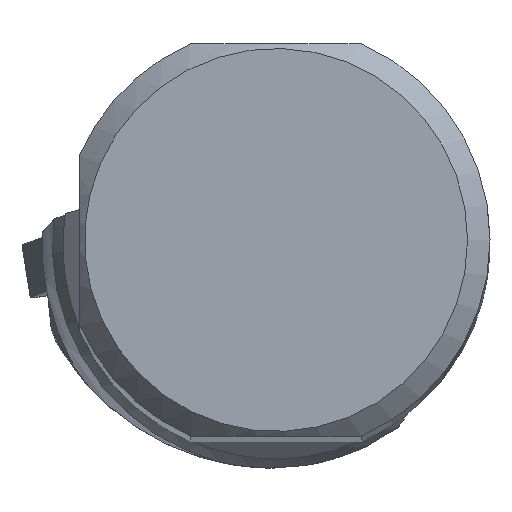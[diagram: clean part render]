
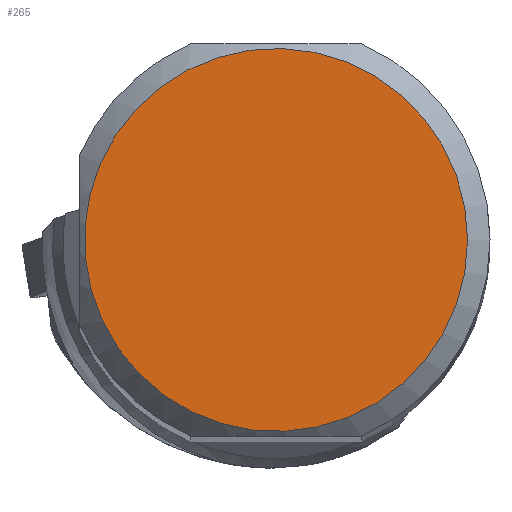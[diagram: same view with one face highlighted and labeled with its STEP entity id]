
A CAD part, top view. The second image highlights one B-rep face of the part: STEP entity #265.
In plain terms, the highlighted planar face has unit normal (0, 0, 1).
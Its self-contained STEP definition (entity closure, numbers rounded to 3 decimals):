
#195=FACE_OUTER_BOUND('',#620,.T.);
#265=ADVANCED_FACE('CU_SU_BP3',(#195),#319,.T.);
#319=PLANE('',#1522);
#620=EDGE_LOOP('',(#821));
#821=ORIENTED_EDGE('',*,*,#1280,.T.);
#1126=VERTEX_POINT('',#2258);
#1280=EDGE_CURVE('',#1126,#1126,#1384,.T.);
#1384=CIRCLE('',#1520,17.039);
#1520=AXIS2_PLACEMENT_3D('',#2257,#1789,#1790);
#1522=AXIS2_PLACEMENT_3D('',#2260,#1793,#1794);
#1789=DIRECTION('',(0.,0.,1.));
#1790=DIRECTION('',(1.,0.,0.));
#1793=DIRECTION('',(0.,0.,1.));
#1794=DIRECTION('',(1.,0.,0.));
#2257=CARTESIAN_POINT('',(0.,0.,0.));
#2258=CARTESIAN_POINT('',(17.039,0.,0.));
#2260=CARTESIAN_POINT('',(0.,0.,0.));
